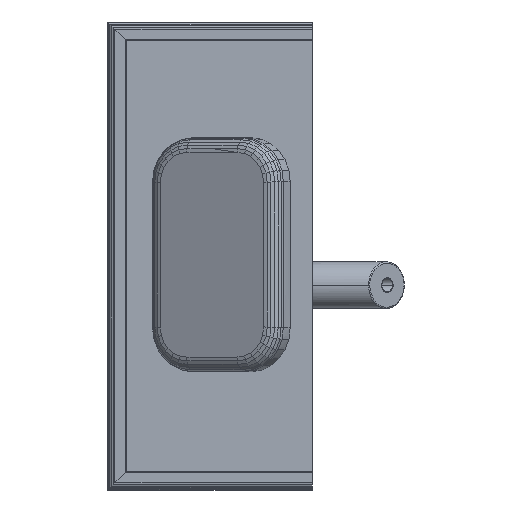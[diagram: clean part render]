
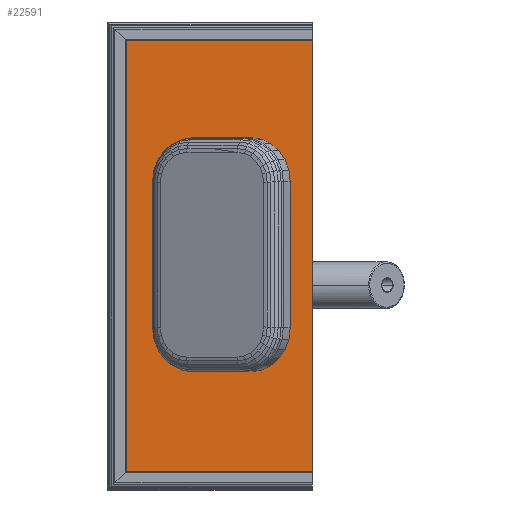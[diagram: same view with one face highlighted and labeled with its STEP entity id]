
A CAD part, top view. The second image highlights one B-rep face of the part: STEP entity #22591.
In plain terms, the highlighted planar face has unit normal (0, 0, 1).
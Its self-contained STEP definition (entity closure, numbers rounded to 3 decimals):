
#2117 = ORIENTED_EDGE ( 'NONE', *, *, #17105, .F. ) ;
#2481 = VERTEX_POINT ( 'NONE', #32389 ) ;
#3399 = ORIENTED_EDGE ( 'NONE', *, *, #49747, .F. ) ;
#3767 = VERTEX_POINT ( 'NONE', #12187 ) ;
#5481 = VERTEX_POINT ( 'NONE', #8364 ) ;
#7716 = CARTESIAN_POINT ( 'NONE',  ( -28.431, 78.259, 15.202 ) ) ;
#8104 = CARTESIAN_POINT ( 'NONE',  ( 0.35, 153.717, 15.202 ) ) ;
#8364 = CARTESIAN_POINT ( 'NONE',  ( -40.724, 81.759, 15.202 ) ) ;
#8391 = EDGE_CURVE ( 'NONE', #39773, #36608, #24511, .T. ) ;
#9285 = CARTESIAN_POINT ( 'NONE',  ( -63.359, 6.3, 15.202 ) ) ;
#10393 = B_SPLINE_CURVE_WITH_KNOTS ( 'NONE', 3,
 ( #56717, #21640, #13316, #9285 ),
 .UNSPECIFIED., .F., .F.,
 ( 4, 4 ),
 ( 0., 1. ),
 .UNSPECIFIED. ) ;
#10535 = B_SPLINE_CURVE_WITH_KNOTS ( 'NONE', 3,
 ( #18641, #36164, #53710, #15474 ),
 .UNSPECIFIED., .F., .F.,
 ( 4, 4 ),
 ( 0., 1. ),
 .UNSPECIFIED. ) ;
#11409 = VERTEX_POINT ( 'NONE', #51584 ) ;
#11490 = AXIS2_PLACEMENT_3D ( 'NONE', #27619, #48416, #26569 ) ;
#11646 = ORIENTED_EDGE ( 'NONE', *, *, #45598, .F. ) ;
#12187 = CARTESIAN_POINT ( 'NONE',  ( -63.359, 6.3, 15.202 ) ) ;
#13316 = CARTESIAN_POINT ( 'NONE',  ( -42.122, 6.3, 15.202 ) ) ;
#14280 = B_SPLINE_CURVE_WITH_KNOTS ( 'NONE', 3,
 ( #47151, #16397, #47730, #37946 ),
 .UNSPECIFIED., .F., .F.,
 ( 4, 4 ),
 ( 0., 1. ),
 .UNSPECIFIED. ) ;
#14689 = B_SPLINE_CURVE_WITH_KNOTS ( 'NONE', 3,
 ( #17150, #44158, #22049, #35545 ),
 .UNSPECIFIED., .F., .F.,
 ( 4, 4 ),
 ( 0., 1. ),
 .UNSPECIFIED. ) ;
#15474 = CARTESIAN_POINT ( 'NONE',  ( 0.35, 6.3, 15.202 ) ) ;
#16397 = CARTESIAN_POINT ( 'NONE',  ( -22.284, 79.425, 15.202 ) ) ;
#17105 = EDGE_CURVE ( 'NONE', #36608, #22093, #14280, .T. ) ;
#17150 = CARTESIAN_POINT ( 'NONE',  ( -63.359, 6.3, 15.202 ) ) ;
#18641 = CARTESIAN_POINT ( 'NONE',  ( 0.35, 153.717, 15.202 ) ) ;
#19022 = CARTESIAN_POINT ( 'NONE',  ( -34.578, 78.259, 15.202 ) ) ;
#19139 = B_SPLINE_CURVE_WITH_KNOTS ( 'NONE', 3,
 ( #26445, #25577, #48290, #21004 ),
 .UNSPECIFIED., .F., .F.,
 ( 4, 4 ),
 ( 0., 1. ),
 .UNSPECIFIED. ) ;
#19339 = CARTESIAN_POINT ( 'NONE',  ( -40.724, 81.759, 15.202 ) ) ;
#21004 = CARTESIAN_POINT ( 'NONE',  ( -40.724, 81.759, 15.202 ) ) ;
#21620 = CARTESIAN_POINT ( 'NONE',  ( -22.284, 78.259, 15.202 ) ) ;
#21640 = CARTESIAN_POINT ( 'NONE',  ( -20.886, 6.3, 15.202 ) ) ;
#22049 = CARTESIAN_POINT ( 'NONE',  ( -63.359, 104.578, 15.202 ) ) ;
#22093 = VERTEX_POINT ( 'NONE', #40747 ) ;
#22116 = ORIENTED_EDGE ( 'NONE', *, *, #37553, .F. ) ;
#22591 = ADVANCED_FACE ( 'NONE', ( #34906, #39215 ), #45145, .F. ) ;
#24511 = B_SPLINE_CURVE_WITH_KNOTS ( 'NONE', 3,
 ( #55705, #19022, #7716, #42180 ),
 .UNSPECIFIED., .F., .F.,
 ( 4, 4 ),
 ( 0., 1. ),
 .UNSPECIFIED. ) ;
#25577 = CARTESIAN_POINT ( 'NONE',  ( -28.431, 81.759, 15.202 ) ) ;
#25603 = CARTESIAN_POINT ( 'NONE',  ( -20.886, 153.717, 15.202 ) ) ;
#25873 = VERTEX_POINT ( 'NONE', #26740 ) ;
#25996 = ORIENTED_EDGE ( 'NONE', *, *, #8391, .F. ) ;
#26445 = CARTESIAN_POINT ( 'NONE',  ( -22.284, 81.759, 15.202 ) ) ;
#26569 = DIRECTION ( 'NONE',  ( -1., 0., 0. ) ) ;
#26599 = EDGE_CURVE ( 'NONE', #11409, #2481, #46625, .T. ) ;
#26740 = CARTESIAN_POINT ( 'NONE',  ( 0.35, 6.3, 15.202 ) ) ;
#27619 = CARTESIAN_POINT ( 'NONE',  ( -34.654, 80.009, 15.202 ) ) ;
#31709 = EDGE_CURVE ( 'NONE', #25873, #3767, #10393, .T. ) ;
#32389 = CARTESIAN_POINT ( 'NONE',  ( 0.35, 153.717, 15.202 ) ) ;
#33687 = CARTESIAN_POINT ( 'NONE',  ( -40.724, 78.259, 15.202 ) ) ;
#33923 = ORIENTED_EDGE ( 'NONE', *, *, #42735, .F. ) ;
#34906 = FACE_OUTER_BOUND ( 'NONE', #51615, .T. ) ;
#35545 = CARTESIAN_POINT ( 'NONE',  ( -63.359, 153.717, 15.202 ) ) ;
#36164 = CARTESIAN_POINT ( 'NONE',  ( 0.35, 104.578, 15.202 ) ) ;
#36608 = VERTEX_POINT ( 'NONE', #21620 ) ;
#36862 = CARTESIAN_POINT ( 'NONE',  ( -40.724, 80.592, 15.202 ) ) ;
#36879 = ORIENTED_EDGE ( 'NONE', *, *, #26599, .F. ) ;
#37428 = CARTESIAN_POINT ( 'NONE',  ( -40.724, 78.259, 15.202 ) ) ;
#37553 = EDGE_CURVE ( 'NONE', #5481, #39773, #39280, .T. ) ;
#37946 = CARTESIAN_POINT ( 'NONE',  ( -22.284, 81.759, 15.202 ) ) ;
#39050 = ORIENTED_EDGE ( 'NONE', *, *, #31709, .F. ) ;
#39215 = FACE_BOUND ( 'NONE', #50977, .T. ) ;
#39280 = B_SPLINE_CURVE_WITH_KNOTS ( 'NONE', 3,
 ( #19339, #36862, #45777, #37428 ),
 .UNSPECIFIED., .F., .F.,
 ( 4, 4 ),
 ( 0., 1. ),
 .UNSPECIFIED. ) ;
#39773 = VERTEX_POINT ( 'NONE', #33687 ) ;
#40747 = CARTESIAN_POINT ( 'NONE',  ( -22.284, 81.759, 15.202 ) ) ;
#42180 = CARTESIAN_POINT ( 'NONE',  ( -22.284, 78.259, 15.202 ) ) ;
#42735 = EDGE_CURVE ( 'NONE', #3767, #11409, #14689, .T. ) ;
#44158 = CARTESIAN_POINT ( 'NONE',  ( -63.359, 55.439, 15.202 ) ) ;
#45145 = PLANE ( 'NONE',  #11490 ) ;
#45598 = EDGE_CURVE ( 'NONE', #22093, #5481, #19139, .T. ) ;
#45777 = CARTESIAN_POINT ( 'NONE',  ( -40.724, 79.425, 15.202 ) ) ;
#46625 = B_SPLINE_CURVE_WITH_KNOTS ( 'NONE', 3,
 ( #52055, #51470, #25603, #8104 ),
 .UNSPECIFIED., .F., .F.,
 ( 4, 4 ),
 ( 0., 1. ),
 .UNSPECIFIED. ) ;
#47151 = CARTESIAN_POINT ( 'NONE',  ( -22.284, 78.259, 15.202 ) ) ;
#47730 = CARTESIAN_POINT ( 'NONE',  ( -22.284, 80.592, 15.202 ) ) ;
#48290 = CARTESIAN_POINT ( 'NONE',  ( -34.578, 81.759, 15.202 ) ) ;
#48416 = DIRECTION ( 'NONE',  ( 0., 0., -1. ) ) ;
#49747 = EDGE_CURVE ( 'NONE', #2481, #25873, #10535, .T. ) ;
#50977 = EDGE_LOOP ( 'NONE', ( #11646, #2117, #25996, #22116 ) ) ;
#51470 = CARTESIAN_POINT ( 'NONE',  ( -42.122, 153.717, 15.202 ) ) ;
#51584 = CARTESIAN_POINT ( 'NONE',  ( -63.359, 153.717, 15.202 ) ) ;
#51615 = EDGE_LOOP ( 'NONE', ( #39050, #3399, #36879, #33923 ) ) ;
#52055 = CARTESIAN_POINT ( 'NONE',  ( -63.359, 153.717, 15.202 ) ) ;
#53710 = CARTESIAN_POINT ( 'NONE',  ( 0.35, 55.439, 15.202 ) ) ;
#55705 = CARTESIAN_POINT ( 'NONE',  ( -40.724, 78.259, 15.202 ) ) ;
#56717 = CARTESIAN_POINT ( 'NONE',  ( 0.35, 6.3, 15.202 ) ) ;
